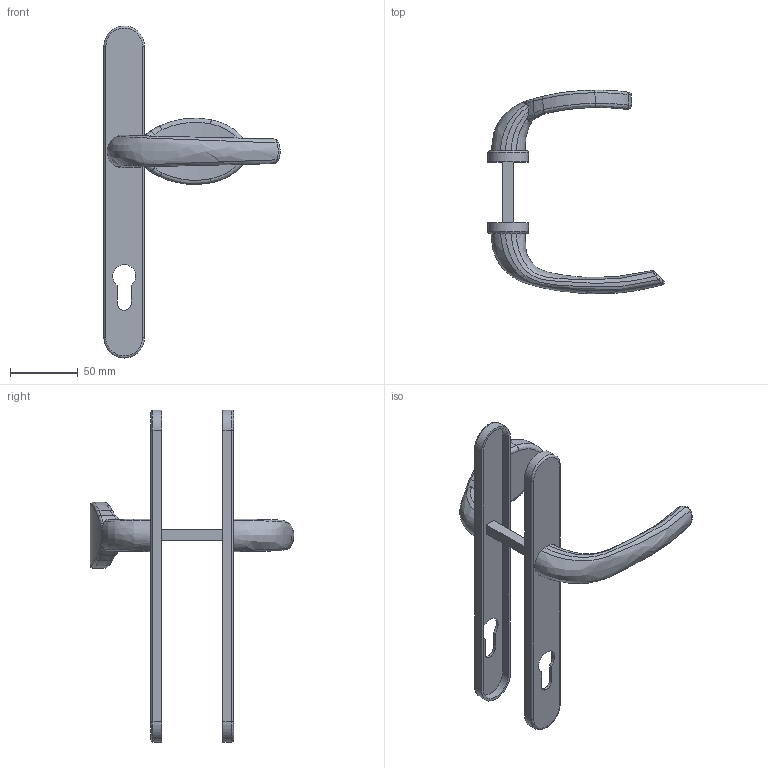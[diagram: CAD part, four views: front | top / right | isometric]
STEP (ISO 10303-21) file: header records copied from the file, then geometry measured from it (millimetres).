
FILE_DESCRIPTION (( 'STEP AP214' ), '1' );
FILE_NAME ('7330075', '2019-02-01T14:37:37', ( '' ), ('JUGARD+KÜNSTNER GmbH'), 'SwSTEP 2.0', 'SolidWorks 2017', '' );
FILE_SCHEMA (( 'AUTOMOTIVE_DESIGN' ));
Length unit declared in the file: millimetre
Products named in the file (6): Kopie von T_X2_00FC_X0_rdr_X2_00FC_X0_cker_Knauf^7330075; Kopie von T_X2_00FC_X0_rdr_X2_00FC_X0_ckerblende^Kopie von T_rdr_ckerblende_7330075; Kopie von T_X2_00FC_X0_rdr_X2_00FC_X0_ckerblende_2^Kopie von T_rdr_ckerblende_7330075; 7330075_CNAJF00; Kopie von Vierkant^Kopie von T_rdr_ckerblende_7330075; Kopie von T_rdr_ckerblende^7330075
Assembly tree (5 placements, depth 3):
  7330075_CNAJF00
    Kopie von T_X2_00FC_X0_rdr_X2_00FC_X0_cker_Knauf^7330075
    Kopie von T_rdr_ckerblende^7330075
      Kopie von Vierkant^Kopie von T_rdr_ckerblende_7330075
      Kopie von T_X2_00FC_X0_rdr_X2_00FC_X0_ckerblende^Kopie von T_rdr_ckerblende_7330075
      Kopie von T_X2_00FC_X0_rdr_X2_00FC_X0_ckerblende_2^Kopie von T_rdr_ckerblende_7330075
Bounding box: 130.07 x 150.33 x 245 mm (x, y, z)
Volume: 132117.2 mm3; surface area: 63398 mm2
Topology: 5 solids, 5 shells, 115 faces, 295 edges, 192 vertices
Faces by surface type: bspline 52, plane 35, cylinder 28
Entity records: 10654 total; most frequent: CARTESIAN_POINT 8043, ORIENTED_EDGE 590, DIRECTION 330, EDGE_CURVE 295, VERTEX_POINT 192, B_SPLINE_CURVE_WITH_KNOTS 145, EDGE_LOOP 125, FACE_OUTER_BOUND 115
